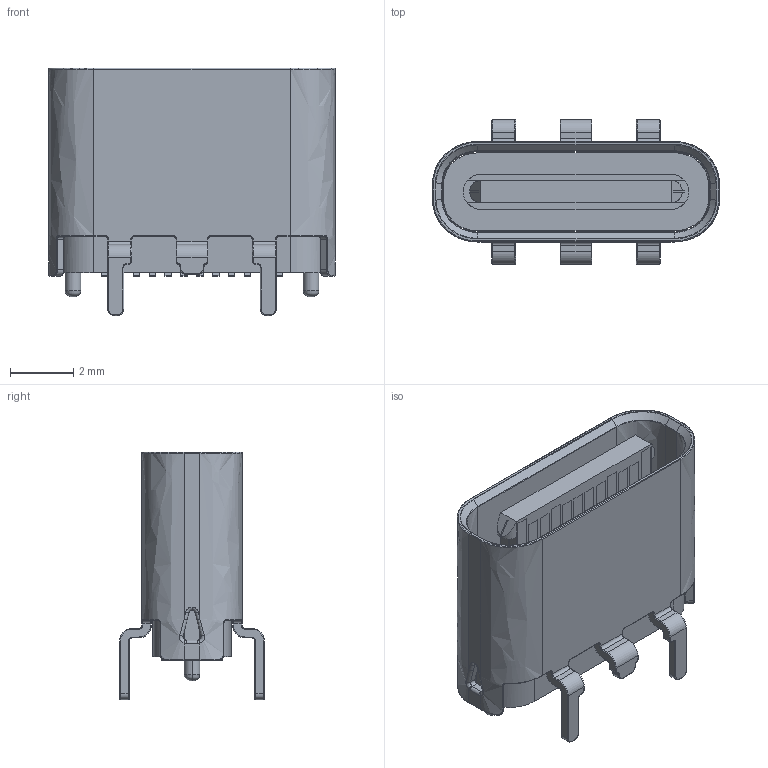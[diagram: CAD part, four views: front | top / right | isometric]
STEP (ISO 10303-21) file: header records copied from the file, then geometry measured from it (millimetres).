
FILE_DESCRIPTION (( 'STEP AP214' ), '1' );
FILE_NAME ('USB-C.STEP', '2025-08-18T07:27:45', ( '' ), ( '' ), 'SwSTEP 2.0', 'SolidWorks 2023', '' );
FILE_SCHEMA (( 'AUTOMOTIVE_DESIGN' ));
Length unit declared in the file: millimetre
Products named in the file (1): USB-C
Bounding box: 9.04 x 4.56 x 7.8 mm (x, y, z)
Volume: 98.3 mm3; surface area: 772.4 mm2
Topology: 27 solids, 27 shells, 1425 faces, 3794 edges, 2392 vertices
Faces by surface type: plane 829, cylinder 389, torus 139, bspline 68
Entity records: 46000 total; most frequent: CARTESIAN_POINT 10480, ORIENTED_EDGE 7588, DIRECTION 7093, EDGE_CURVE 3794, LINE 2627, VECTOR 2627, VERTEX_POINT 2392, AXIS2_PLACEMENT_3D 2233
